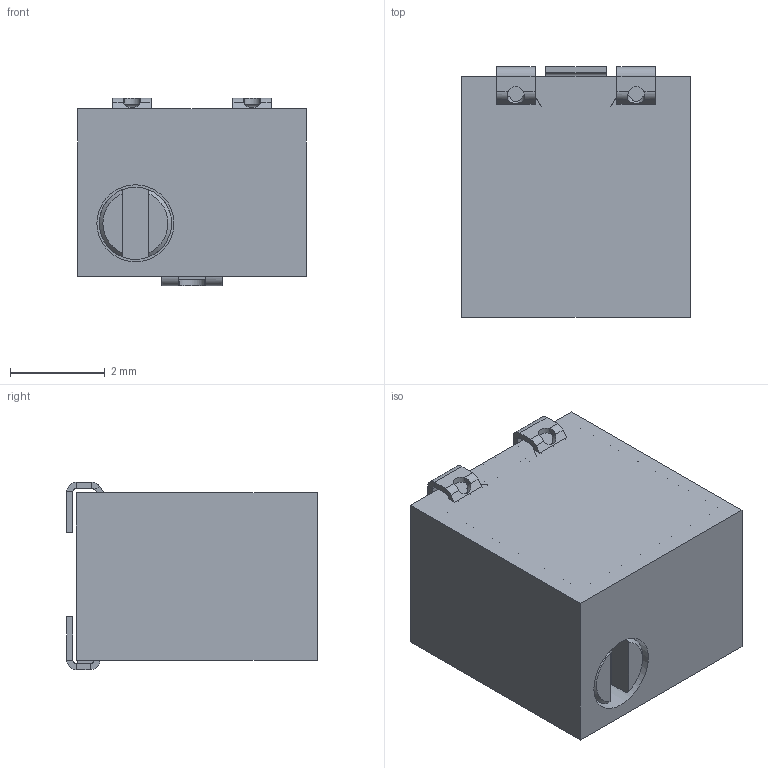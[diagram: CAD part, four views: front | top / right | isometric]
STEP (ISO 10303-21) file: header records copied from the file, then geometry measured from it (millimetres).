
FILE_DESCRIPTION(/* description */ (''),/* implementation_level */ '2;1');
FILE_NAME(/* name */ 'Bourns_3214w.step',/* time_stamp */ '2021-12-03T12:27:13+01:00',/* author */ (''),/* organization */ (''),/* preprocessor_version */ 'ST-DEVELOPER v18.1',/* originating_system */ 'Autodesk Translation Framework v10.10.0.1391',/* authorisation */ '');
FILE_SCHEMA (('AUTOMOTIVE_DESIGN { 1 0 10303 214 3 1 1 }'));
Length unit declared in the file: millimetre
Products named in the file (1): Bourns_3214w
Bounding box: 4.83 x 5.28 x 3.96 mm (x, y, z)
Volume: 55.1 mm3; surface area: 265.9 mm2
Topology: 1 solids, 2 shells, 349 faces, 942 edges, 596 vertices
Faces by surface type: plane 259, cylinder 65, bspline 15, cone 10
Full cylindrical faces by diameter (mm): 0.356 x1, 0.48 x1, 0.508 x1, 0.569 x3, 0.889 x1, 0.965 x1, 0.991 x1, 1.016 x2, 1.524 x1, 1.626 x1
Entity records: 12585 total; most frequent: CARTESIAN_POINT 3714, ORIENTED_EDGE 1884, DIRECTION 1723, EDGE_CURVE 942, LINE 727, VECTOR 727, VERTEX_POINT 596, AXIS2_PLACEMENT_3D 498
